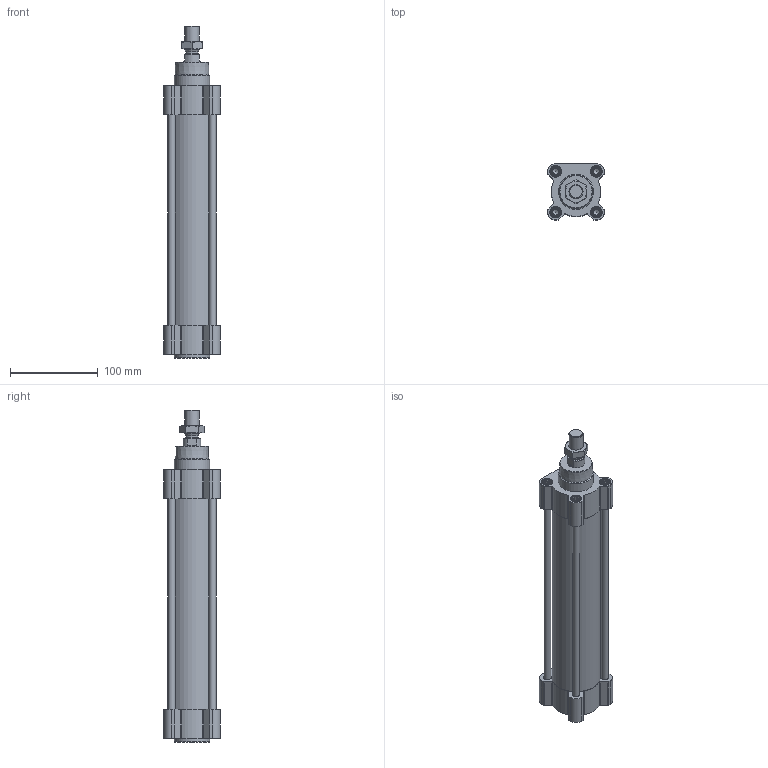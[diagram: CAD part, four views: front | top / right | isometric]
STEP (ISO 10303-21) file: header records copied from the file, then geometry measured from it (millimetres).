
FILE_DESCRIPTION(/* description */ ('STEP AP214'),/* implementation_level */ '2;1');
FILE_NAME(/* name */ '1646730_DSBG-50-200-PPSA-N3',/* time_stamp */ '2024-08-21T13:52:57+02:00',/* author */ ('License CC BY-ND 4.0'),/* organization */ ('CADENAS'),/* preprocessor_version */ 'ST-DEVELOPER v19.3',/* originating_system */ 'PARTsolutions',/* authorisation */ ' ');
FILE_SCHEMA (('AUTOMOTIVE_DESIGN {1 0 10303 214 3 1 1}'));
Length unit declared in the file: millimetre
Products named in the file (4): 1646730 DSBG-50-200-PPSA-N3---(0); 1646707 DSBG--50-200-PPSA000_(Z_0); 1646707 DSBG-50-200_(K); DIN-439-B - M16x1.5(F)
Assembly tree (3 placements, depth 2):
  1646730 DSBG-50-200-PPSA-N3---(0)
    1646707 DSBG--50-200-PPSA000_(Z_0)
    1646707 DSBG-50-200_(K)
    DIN-439-B - M16x1.5(F)
Bounding box: 64 x 64 x 377.8 mm (x, y, z)
Volume: 549630.1 mm3; surface area: 186727 mm2
Topology: 3 solids, 3 shells, 402 faces, 1047 edges, 684 vertices
Faces by surface type: plane 268, cylinder 86, cone 46, torus 2
Full cylindrical faces by diameter (mm): 6.647 x8, 8 x12, 11.445 x2, 12 x8, 13.2 x8, 13.9 x1, 14.376 x1, 16 x1, 20 x2, 40 x2, 50 x2, 55 x1
Entity records: 11918 total; most frequent: CARTESIAN_POINT 2659, ORIENTED_EDGE 1860, DIRECTION 1739, EDGE_CURVE 930, VERTEX_POINT 669, AXIS2_PLACEMENT_3D 612, FACE_BOUND 549, EDGE_LOOP 541
